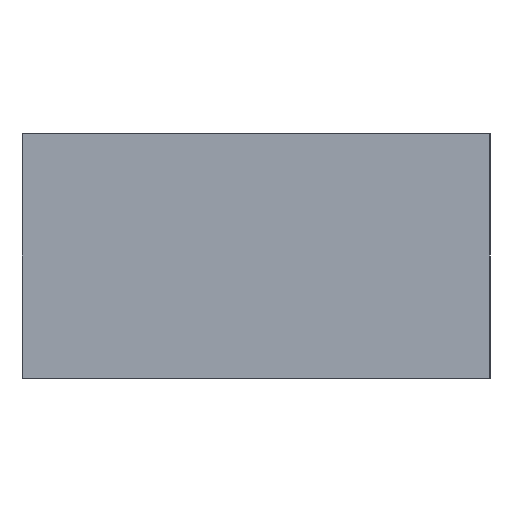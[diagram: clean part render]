
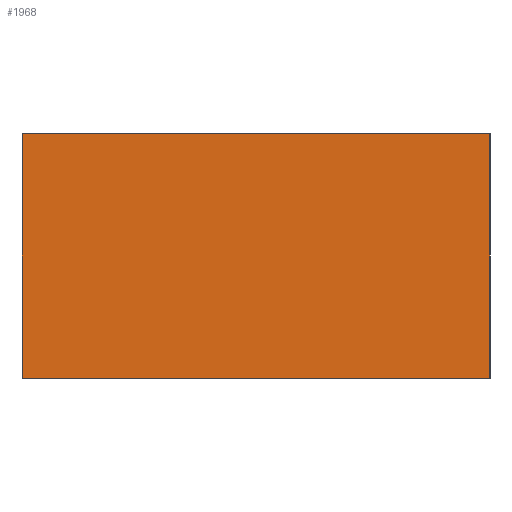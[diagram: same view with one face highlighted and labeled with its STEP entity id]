
A CAD part, left-side view. The second image highlights one B-rep face of the part: STEP entity #1968.
In plain terms, the highlighted planar face has unit normal (-1, 0, 0).
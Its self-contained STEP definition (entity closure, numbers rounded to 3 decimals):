
#1921=CARTESIAN_POINT('',(-3.994,138.579,81.725));
#1922=DIRECTION('',(-1.,0.,-0.));
#1923=DIRECTION('',(0.,-0.,-1.));
#1924=AXIS2_PLACEMENT_3D('',#1921,#1922,#1923);
#1925=PLANE('',#1924);
#1926=CARTESIAN_POINT('',(-3.994,-0.172,93.225));
#1927=VERTEX_POINT('',#1926);
#1928=CARTESIAN_POINT('',(-3.994,62.676,93.225));
#1929=VERTEX_POINT('',#1928);
#1930=CARTESIAN_POINT('',(-3.994,-0.172,93.225));
#1931=DIRECTION('',(0.,1.,0.));
#1932=VECTOR('',#1931,62.848);
#1933=LINE('',#1930,#1932);
#1934=EDGE_CURVE('',#1927,#1929,#1933,.T.);
#1935=ORIENTED_EDGE('',*,*,#1934,.T.);
#1936=CARTESIAN_POINT('',(-3.994,135.828,93.225));
#1937=VERTEX_POINT('',#1936);
#1938=CARTESIAN_POINT('',(-3.994,62.676,93.225));
#1939=DIRECTION('',(0.,1.,0.));
#1940=VECTOR('',#1939,73.151);
#1941=LINE('',#1938,#1940);
#1942=EDGE_CURVE('',#1929,#1937,#1941,.T.);
#1943=ORIENTED_EDGE('',*,*,#1942,.T.);
#1944=CARTESIAN_POINT('',(-3.994,135.828,22.225));
#1945=VERTEX_POINT('',#1944);
#1946=CARTESIAN_POINT('',(-3.994,135.828,93.225));
#1947=DIRECTION('',(0.,-0.,-1.));
#1948=VECTOR('',#1947,71.);
#1949=LINE('',#1946,#1948);
#1950=EDGE_CURVE('',#1937,#1945,#1949,.T.);
#1951=ORIENTED_EDGE('',*,*,#1950,.T.);
#1952=CARTESIAN_POINT('',(-3.994,-0.172,22.225));
#1953=VERTEX_POINT('',#1952);
#1954=CARTESIAN_POINT('',(-3.994,135.828,22.225));
#1955=DIRECTION('',(-0.,-1.,-0.));
#1956=VECTOR('',#1955,135.999);
#1957=LINE('',#1954,#1956);
#1958=EDGE_CURVE('',#1945,#1953,#1957,.T.);
#1959=ORIENTED_EDGE('',*,*,#1958,.T.);
#1960=CARTESIAN_POINT('',(-3.994,-0.172,22.225));
#1961=DIRECTION('',(0.,0.,1.));
#1962=VECTOR('',#1961,71.);
#1963=LINE('',#1960,#1962);
#1964=EDGE_CURVE('',#1953,#1927,#1963,.T.);
#1965=ORIENTED_EDGE('',*,*,#1964,.T.);
#1966=EDGE_LOOP('',(#1935,#1943,#1951,#1959,#1965));
#1967=FACE_BOUND('',#1966,.T.);
#1968=ADVANCED_FACE('',(#1967),#1925,.T.);
